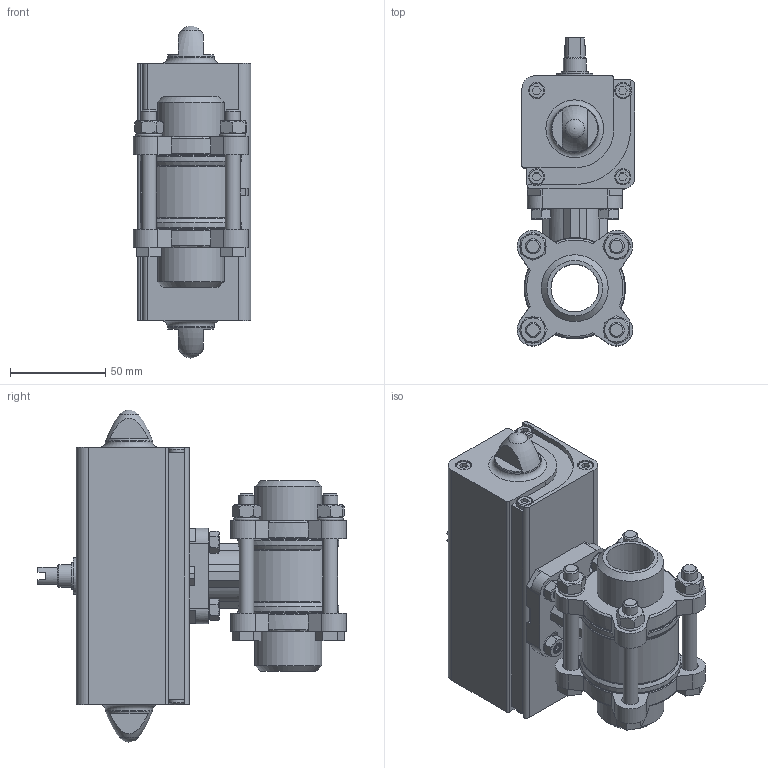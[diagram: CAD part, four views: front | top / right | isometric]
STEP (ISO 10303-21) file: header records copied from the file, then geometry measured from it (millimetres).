
FILE_DESCRIPTION(/* description */ ('STEP AP214'),/* implementation_level */ '2;1');
FILE_NAME(/* name */ '1810734_VZBA-1-WW-63-T-22-F0405-V4V4T-PP30-R-90-C',/* time_stamp */ '2024-09-17T23:38:36+02:00',/* author */ ('License CC BY-ND 4.0'),/* organization */ ('CADENAS'),/* preprocessor_version */ 'ST-DEVELOPER v19.3',/* originating_system */ 'PARTsolutions',/* authorisation */ ' ');
FILE_SCHEMA (('AUTOMOTIVE_DESIGN {1 0 10303 214 3 1 1}'));
Length unit declared in the file: millimetre
Products named in the file (7): 1810734 VZBA-1"-WW-63-T-22-F0405-V4V4T-PP30-R-90-C; 1686689 VZBA-1''-WW-63-T-22-F0405-V4V4T; 690067 S 6 A2; DIN 934 - M6(F); DIN-913 - M6x25; 533418 DAPS-0030-090-R-F0305---(1); 533418 DAPS-0030-090-R-F0305---(2)
Assembly tree (14 placements, depth 2):
  1810734 VZBA-1"-WW-63-T-22-F0405-V4V4T-PP30-R-90-C
    690067 S 6 A2  x4
    DIN 934 - M6(F)  x4
    DIN-913 - M6x25  x4
    533418 DAPS-0030-090-R-F0305---(1)
    533418 DAPS-0030-090-R-F0305---(2)
  1686689 VZBA-1''-WW-63-T-22-F0405-V4V4T
Bounding box: 61.74 x 161.44 x 174 mm (x, y, z)
Volume: 644203.4 mm3; surface area: 106718 mm2
Topology: 15 solids, 15 shells, 670 faces, 1635 edges, 1041 vertices
Faces by surface type: plane 375, cylinder 142, cone 119, torus 32, sphere 2
Full cylindrical faces by diameter (mm): 4.134 x12, 4.8 x1, 4.917 x9, 6 x4, 6.4 x4, 7.75 x4, 8 x4, 8.5 x8, 8.566 x2, 9 x9, 10 x4, 12 x1, 14.1 x1, 15 x1, 19 x2, 22 x2, 25 x1, 32.2 x1, 35 x2, 53 x2
Entity records: 16330 total; most frequent: CARTESIAN_POINT 3298, DIRECTION 2647, ORIENTED_EDGE 2430, EDGE_CURVE 1215, AXIS2_PLACEMENT_3D 985, VERTEX_POINT 885, FACE_BOUND 816, EDGE_LOOP 797
